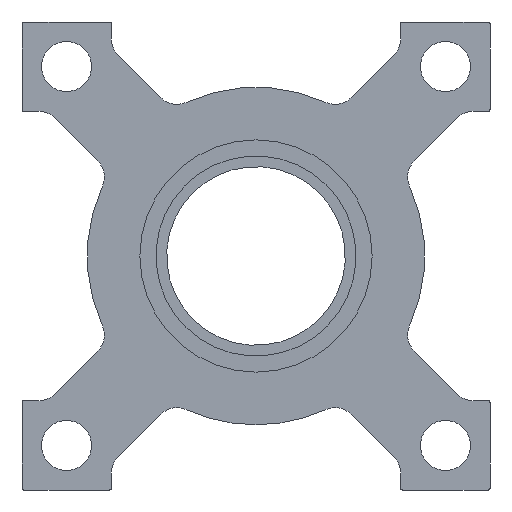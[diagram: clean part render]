
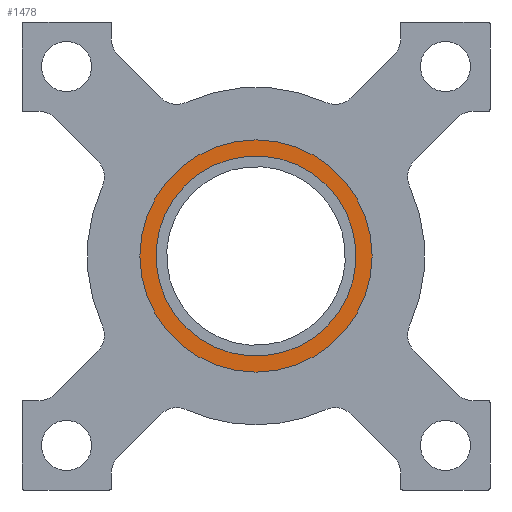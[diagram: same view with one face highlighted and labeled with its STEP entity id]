
A CAD part, front view. The second image highlights one B-rep face of the part: STEP entity #1478.
In plain terms, the highlighted planar face has unit normal (0, -1, 0).
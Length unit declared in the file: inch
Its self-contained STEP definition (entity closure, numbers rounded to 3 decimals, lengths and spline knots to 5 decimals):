
#216 = EDGE_LOOP ( 'NONE', ( #1043, #643 ) ) ;
#348 = EDGE_CURVE ( 'NONE', #2961, #2813, #2277, .T. ) ;
#497 = CARTESIAN_POINT ( 'NONE',  ( 0., 0.01, -0.28 ) ) ;
#607 = DIRECTION ( 'NONE',  ( 0., -1., 0. ) ) ;
#643 = ORIENTED_EDGE ( 'NONE', *, *, #1816, .T. ) ;
#734 = DIRECTION ( 'NONE',  ( 0., 0., -1. ) ) ;
#764 = DIRECTION ( 'NONE',  ( 0., -1., 0. ) ) ;
#788 = VERTEX_POINT ( 'NONE', #497 ) ;
#846 = AXIS2_PLACEMENT_3D ( 'NONE', #1694, #1679, #1665 ) ;
#954 = VERTEX_POINT ( 'NONE', #1552 ) ;
#962 = DIRECTION ( 'NONE',  ( 0., 0., -1. ) ) ;
#971 = DIRECTION ( 'NONE',  ( 0., -1., 0. ) ) ;
#1043 = ORIENTED_EDGE ( 'NONE', *, *, #348, .T. ) ;
#1232 = CARTESIAN_POINT ( 'NONE',  ( 0., 0.01, 0. ) ) ;
#1478 = ADVANCED_FACE ( 'NONE', ( #2636, #2556 ), #2029, .T. ) ;
#1552 = CARTESIAN_POINT ( 'NONE',  ( 0., 0.01, 0.28 ) ) ;
#1662 = DIRECTION ( 'NONE',  ( 0., -1., 0. ) ) ;
#1665 = DIRECTION ( 'NONE',  ( 0., 0., -1. ) ) ;
#1679 = DIRECTION ( 'NONE',  ( 0., -1., 0. ) ) ;
#1694 = CARTESIAN_POINT ( 'NONE',  ( 0., 0.01, 0. ) ) ;
#1769 = EDGE_CURVE ( 'NONE', #788, #954, #2759, .T. ) ;
#1815 = CARTESIAN_POINT ( 'NONE',  ( 0., 0.01, 0. ) ) ;
#1816 = EDGE_CURVE ( 'NONE', #2813, #2961, #1972, .T. ) ;
#1827 = ORIENTED_EDGE ( 'NONE', *, *, #2674, .F. ) ;
#1886 = DIRECTION ( 'NONE',  ( 0., 0., -1. ) ) ;
#1906 = CARTESIAN_POINT ( 'NONE',  ( 0., 0.01, 0. ) ) ;
#1972 = CIRCLE ( 'NONE', #846, 0.3365 ) ;
#2029 = PLANE ( 'NONE',  #2999 ) ;
#2051 = CARTESIAN_POINT ( 'NONE',  ( 0., 0.01, -0.3365 ) ) ;
#2057 = AXIS2_PLACEMENT_3D ( 'NONE', #1906, #1662, #1886 ) ;
#2171 = CARTESIAN_POINT ( 'NONE',  ( 0., 0.01, 0. ) ) ;
#2198 = ORIENTED_EDGE ( 'NONE', *, *, #1769, .F. ) ;
#2269 = CIRCLE ( 'NONE', #2893, 0.28 ) ;
#2277 = CIRCLE ( 'NONE', #2057, 0.3365 ) ;
#2415 = DIRECTION ( 'NONE',  ( 0., 0., -1. ) ) ;
#2556 = FACE_OUTER_BOUND ( 'NONE', #216, .T. ) ;
#2621 = AXIS2_PLACEMENT_3D ( 'NONE', #1232, #971, #962 ) ;
#2636 = FACE_BOUND ( 'NONE', #3001, .T. ) ;
#2674 = EDGE_CURVE ( 'NONE', #954, #788, #2269, .T. ) ;
#2759 = CIRCLE ( 'NONE', #2621, 0.28 ) ;
#2813 = VERTEX_POINT ( 'NONE', #2963 ) ;
#2893 = AXIS2_PLACEMENT_3D ( 'NONE', #2171, #607, #2415 ) ;
#2961 = VERTEX_POINT ( 'NONE', #2051 ) ;
#2963 = CARTESIAN_POINT ( 'NONE',  ( 0., 0.01, 0.3365 ) ) ;
#2999 = AXIS2_PLACEMENT_3D ( 'NONE', #1815, #764, #734 ) ;
#3001 = EDGE_LOOP ( 'NONE', ( #2198, #1827 ) ) ;
